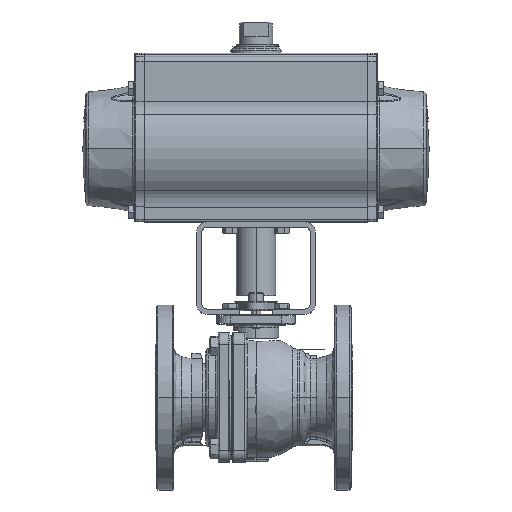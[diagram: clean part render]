
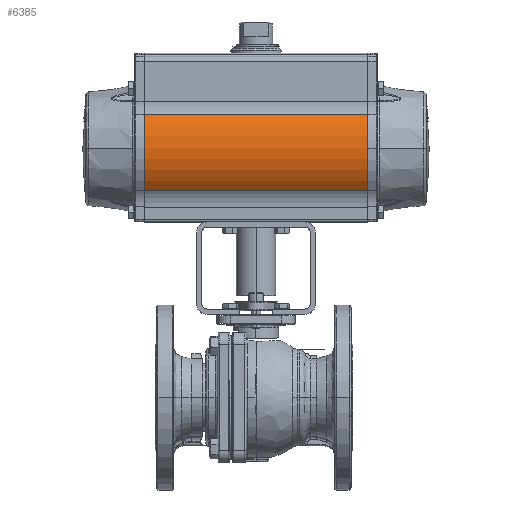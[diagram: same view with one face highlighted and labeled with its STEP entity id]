
A CAD part, top view. The second image highlights one B-rep face of the part: STEP entity #6385.
In plain terms, the highlighted cylindrical face has radius 64 mm (diameter 128 mm), a partial arc.
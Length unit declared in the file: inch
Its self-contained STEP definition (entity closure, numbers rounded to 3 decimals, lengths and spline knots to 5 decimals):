
#2124 = LINE ( 'NONE', #48757, #62061 ) ;
#2644 = CARTESIAN_POINT ( 'NONE',  ( -4.22638, 9.4252, 0. ) ) ;
#4643 = CARTESIAN_POINT ( 'NONE',  ( 4.22638, 10.71288, 2.1658 ) ) ;
#5670 = AXIS2_PLACEMENT_3D ( 'NONE', #2644, #44533, #8696 ) ;
#5680 = CARTESIAN_POINT ( 'NONE',  ( -4.22638, 10.71288, 2.1658 ) ) ;
#5720 = AXIS2_PLACEMENT_3D ( 'NONE', #70089, #28211, #27957 ) ;
#6385 = ADVANCED_FACE ( 'NONE', ( #28964 ), #57041, .T. ) ;
#8696 = DIRECTION ( 'NONE',  ( 0., 0., -1. ) ) ;
#9916 = CARTESIAN_POINT ( 'NONE',  ( -4.22638, 7.83372, 1.95346 ) ) ;
#12888 = DIRECTION ( 'NONE',  ( -1., 0., 0. ) ) ;
#14719 = ORIENTED_EDGE ( 'NONE', *, *, #36664, .T. ) ;
#16854 = CARTESIAN_POINT ( 'NONE',  ( 4.22638, 9.4252, 0. ) ) ;
#20568 = ORIENTED_EDGE ( 'NONE', *, *, #29278, .T. ) ;
#22135 = EDGE_CURVE ( 'NONE', #55830, #58953, #2124, .T. ) ;
#22707 = CARTESIAN_POINT ( 'NONE',  ( -4.22638, 7.83372, 1.95346 ) ) ;
#22912 = DIRECTION ( 'NONE',  ( 0., 0., -1. ) ) ;
#27957 = DIRECTION ( 'NONE',  ( 0., 0., -1. ) ) ;
#28211 = DIRECTION ( 'NONE',  ( 1., 0., 0. ) ) ;
#28768 = LINE ( 'NONE', #9916, #58754 ) ;
#28964 = FACE_OUTER_BOUND ( 'NONE', #46917, .T. ) ;
#29278 = EDGE_CURVE ( 'NONE', #58893, #61524, #28768, .T. ) ;
#35497 = CARTESIAN_POINT ( 'NONE',  ( 4.22638, 7.83372, 1.95346 ) ) ;
#36664 = EDGE_CURVE ( 'NONE', #61524, #55830, #67647, .T. ) ;
#39793 = EDGE_CURVE ( 'NONE', #58953, #58893, #64724, .T. ) ;
#43147 = AXIS2_PLACEMENT_3D ( 'NONE', #16854, #58758, #22912 ) ;
#44533 = DIRECTION ( 'NONE',  ( 1., 0., 0. ) ) ;
#46211 = ORIENTED_EDGE ( 'NONE', *, *, #22135, .T. ) ;
#46917 = EDGE_LOOP ( 'NONE', ( #52072, #20568, #14719, #46211 ) ) ;
#48757 = CARTESIAN_POINT ( 'NONE',  ( -4.22638, 10.71288, 2.1658 ) ) ;
#51766 = DIRECTION ( 'NONE',  ( 1., 0., 0. ) ) ;
#52072 = ORIENTED_EDGE ( 'NONE', *, *, #39793, .T. ) ;
#55830 = VERTEX_POINT ( 'NONE', #4643 ) ;
#57041 = CYLINDRICAL_SURFACE ( 'NONE', #5720, 2.51969 ) ;
#58754 = VECTOR ( 'NONE', #51766, 39.37008 ) ;
#58758 = DIRECTION ( 'NONE',  ( -1., 0., 0. ) ) ;
#58893 = VERTEX_POINT ( 'NONE', #22707 ) ;
#58953 = VERTEX_POINT ( 'NONE', #5680 ) ;
#61524 = VERTEX_POINT ( 'NONE', #35497 ) ;
#62061 = VECTOR ( 'NONE', #12888, 39.37008 ) ;
#64724 = CIRCLE ( 'NONE', #5670, 2.51969 ) ;
#67647 = CIRCLE ( 'NONE', #43147, 2.51969 ) ;
#70089 = CARTESIAN_POINT ( 'NONE',  ( -4.22638, 9.4252, 0. ) ) ;
